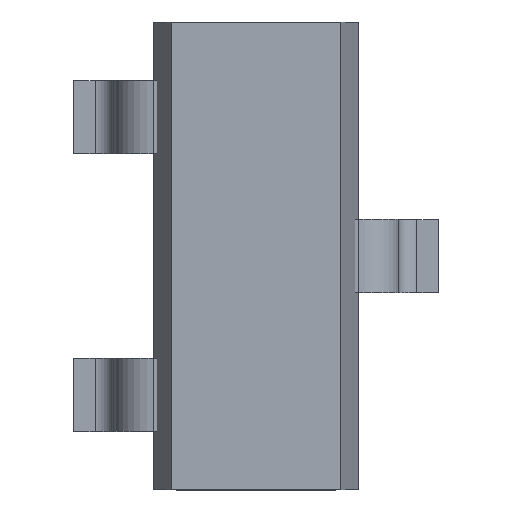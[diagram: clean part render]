
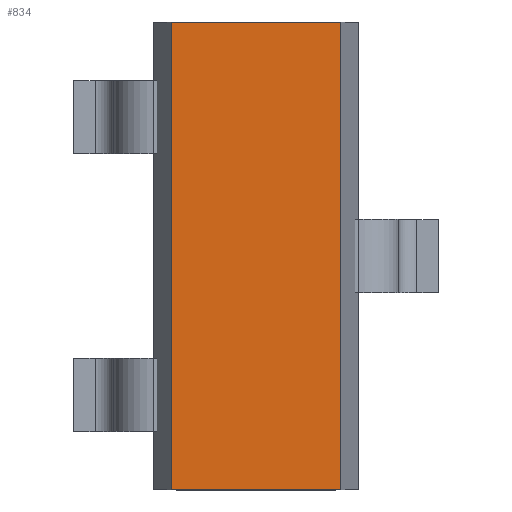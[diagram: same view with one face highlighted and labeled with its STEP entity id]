
A CAD part, top view. The second image highlights one B-rep face of the part: STEP entity #834.
In plain terms, the highlighted planar face has unit normal (0, 0, 1).
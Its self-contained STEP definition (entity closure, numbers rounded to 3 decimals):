
#166 = CARTESIAN_POINT ( 'NONE',  ( -0.581, 1.6, 1.2 ) ) ;
#171 = CARTESIAN_POINT ( 'NONE',  ( 0.581, 1.6, 1.2 ) ) ;
#218 = PLANE ( 'NONE',  #422 ) ;
#220 = FACE_OUTER_BOUND ( 'NONE', #544, .T. ) ;
#245 = DIRECTION ( 'NONE',  ( 1., 0., 0. ) ) ;
#269 = DIRECTION ( 'NONE',  ( 0., 0., -1. ) ) ;
#280 = CARTESIAN_POINT ( 'NONE',  ( 0.581, 1.6, 1.2 ) ) ;
#298 = DIRECTION ( 'NONE',  ( -1., 0., 0. ) ) ;
#348 = LINE ( 'NONE', #171, #404 ) ;
#354 = LINE ( 'NONE', #166, #398 ) ;
#373 = DIRECTION ( 'NONE',  ( 0., -1., 0. ) ) ;
#398 = VECTOR ( 'NONE', #373, 1000. ) ;
#402 = VECTOR ( 'NONE', #487, 1000. ) ;
#404 = VECTOR ( 'NONE', #245, 1000. ) ;
#422 = AXIS2_PLACEMENT_3D ( 'NONE', #280, #269, #298 ) ;
#439 = VECTOR ( 'NONE', #504, 1000. ) ;
#475 = LINE ( 'NONE', #493, #439 ) ;
#487 = DIRECTION ( 'NONE',  ( 0., -1., 0. ) ) ;
#493 = CARTESIAN_POINT ( 'NONE',  ( 0.581, -1.6, 1.2 ) ) ;
#498 = CARTESIAN_POINT ( 'NONE',  ( 0.581, 1.6, 1.2 ) ) ;
#504 = DIRECTION ( 'NONE',  ( 1., 0., 0. ) ) ;
#510 = LINE ( 'NONE', #498, #402 ) ;
#544 = EDGE_LOOP ( 'NONE', ( #652, #677, #692, #593 ) ) ;
#559 = VERTEX_POINT ( 'NONE', #604 ) ;
#593 = ORIENTED_EDGE ( 'NONE', *, *, #853, .T. ) ;
#604 = CARTESIAN_POINT ( 'NONE',  ( 0.581, -1.6, 1.2 ) ) ;
#642 = CARTESIAN_POINT ( 'NONE',  ( 0.581, 1.6, 1.2 ) ) ;
#646 = CARTESIAN_POINT ( 'NONE',  ( -0.581, -1.6, 1.2 ) ) ;
#652 = ORIENTED_EDGE ( 'NONE', *, *, #857, .T. ) ;
#657 = VERTEX_POINT ( 'NONE', #646 ) ;
#677 = ORIENTED_EDGE ( 'NONE', *, *, #858, .F. ) ;
#679 = VERTEX_POINT ( 'NONE', #642 ) ;
#692 = ORIENTED_EDGE ( 'NONE', *, *, #851, .F. ) ;
#729 = CARTESIAN_POINT ( 'NONE',  ( -0.581, 1.6, 1.2 ) ) ;
#731 = VERTEX_POINT ( 'NONE', #729 ) ;
#834 = ADVANCED_FACE ( 'NONE', ( #220 ), #218, .F. ) ;
#851 = EDGE_CURVE ( 'NONE', #731, #679, #348, .T. ) ;
#853 = EDGE_CURVE ( 'NONE', #731, #657, #354, .T. ) ;
#857 = EDGE_CURVE ( 'NONE', #657, #559, #475, .T. ) ;
#858 = EDGE_CURVE ( 'NONE', #679, #559, #510, .T. ) ;
